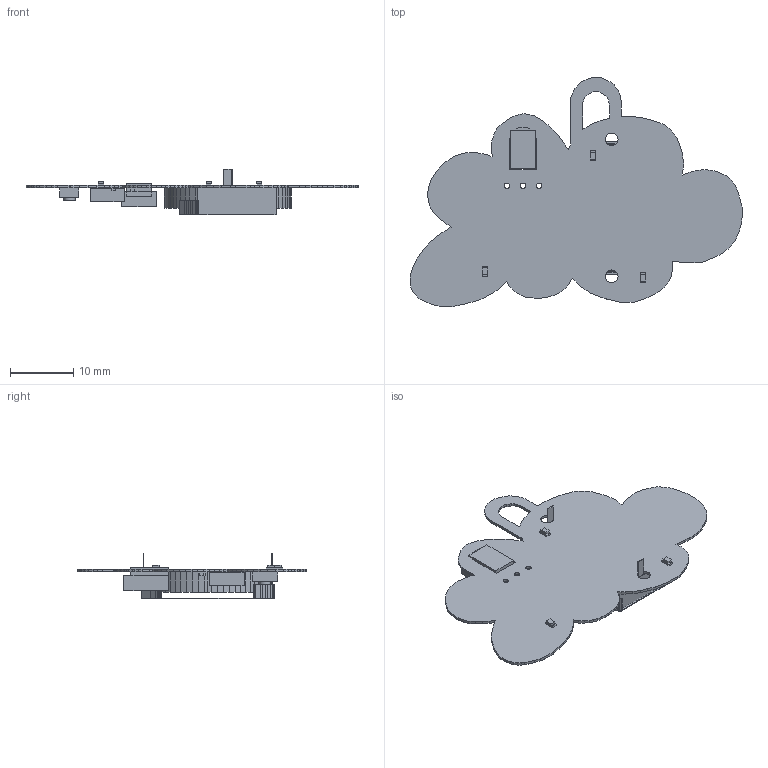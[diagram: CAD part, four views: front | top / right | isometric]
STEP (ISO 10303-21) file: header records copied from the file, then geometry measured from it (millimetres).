
FILE_DESCRIPTION(('Open CASCADE Model'),'2;1');
FILE_NAME('Open CASCADE Shape Model','2018-05-12T11:34:01',('Author'),( 'Open CASCADE'),'Open CASCADE STEP processor 6.8','Open CASCADE 6.8' ,'Unknown');
FILE_SCHEMA(('AUTOMOTIVE_DESIGN { 1 0 10303 214 1 1 1 1 }'));
Length unit declared in the file: millimetre
Products named in the file (46): PCB; Board; DS1; 6378507328; Extruded; 6378507136; DS2; DS3; U1; 6378506176; R1; 6382960896; Mid_Body; Terminal; Open_CASCADE_STEP_translator_6.8_2.2.1; Mark; S1; 6378506944; 6378506560; Cylinder; C1; 6114536384; 6378506368; U2; 6378504832; 6378504640; BT1; 6378505216; 6378505024; 6378505984; 6378505792; 6378505600; 6378505408
Assembly tree (53 placements, depth 5):
  PCB
    Board
    DS1
      6378507328
        Extruded
      6378507136
        Extruded
    DS2
      6378507328
        Extruded
      6378507136
        Extruded
    DS3
      6378507328
        Extruded
      6378507136
        Extruded
    U1
      6378506176
        Extruded
    R1
      6382960896
        Mid_Body
        Terminal  x2
          Open_CASCADE_STEP_translator_6.8_2.2.1
        Mark
    S1
      6378506944
        Extruded
      6378506560
        Cylinder
    C1
      6114536384
        Extruded
      6378506368  x2
        Extruded
    U2
      6378504832
        Extruded
      6378504640
        Extruded
    BT1
      6378505216
        Extruded
      6378505024
        Extruded
      6378505984  x2
        Extruded
      6378505792  x2
        Extruded
      6378505600
        Extruded
      6378505408
        Extruded
Bounding box: 52.39 x 36.16 x 7.24 mm (x, y, z)
Volume: 1751.8 mm3; surface area: 4516.6 mm2
Topology: 27 solids, 27 shells, 501 faces, 1341 edges, 894 vertices
Faces by surface type: plane 494, cylinder 7
Full cylindrical faces by diameter (mm): 0.85 x3, 1.8 x1, 2 x2
Entity records: 14871 total; most frequent: CARTESIAN_POINT 2528, ORIENTED_EDGE 2436, DIRECTION 2228, EDGE_CURVE 1218, LINE 1204, VECTOR 1204, VERTEX_POINT 812, AXIS2_PLACEMENT_3D 512
